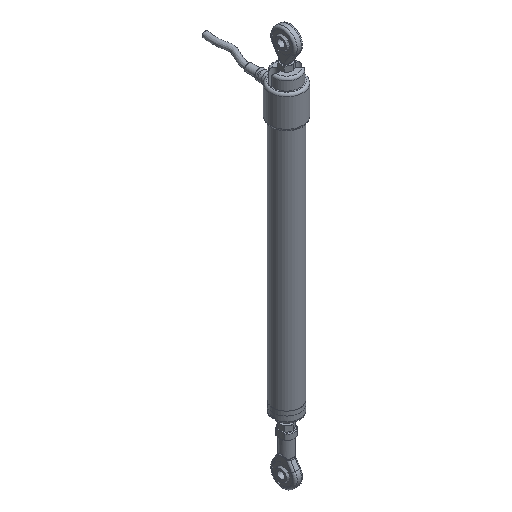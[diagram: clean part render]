
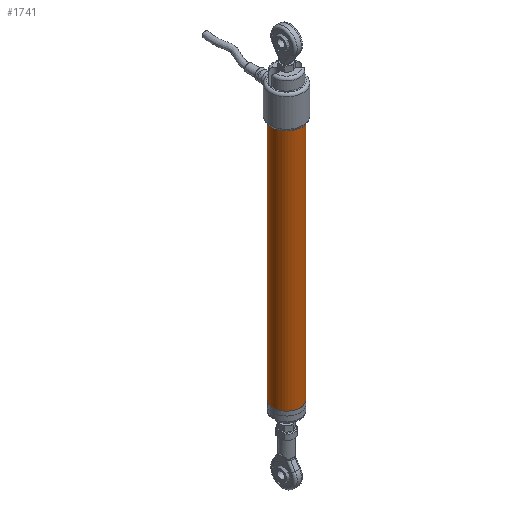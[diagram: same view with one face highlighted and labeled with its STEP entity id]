
A CAD part, isometric view. The second image highlights one B-rep face of the part: STEP entity #1741.
In plain terms, the highlighted cylindrical face has radius 9.5 mm (diameter 19 mm), a full revolution.
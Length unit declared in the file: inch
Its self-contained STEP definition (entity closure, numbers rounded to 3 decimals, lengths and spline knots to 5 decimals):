
#1124 = AXIS2_PLACEMENT_3D ( 'NONE', #9538, #17173, #3358 ) ;
#1741 = ADVANCED_FACE ( 'NONE', ( #9878, #2474 ), #2581, .T. ) ;
#2474 = FACE_OUTER_BOUND ( 'NONE', #9023, .T. ) ;
#2581 = CYLINDRICAL_SURFACE ( 'NONE', #1124, 0.37402 ) ;
#3358 = DIRECTION ( 'NONE',  ( 1., 0., 0. ) ) ;
#4892 = VERTEX_POINT ( 'NONE', #15507 ) ;
#5770 = ORIENTED_EDGE ( 'NONE', *, *, #15124, .F. ) ;
#5852 = CIRCLE ( 'NONE', #7315, 0.37402 ) ;
#7315 = AXIS2_PLACEMENT_3D ( 'NONE', #12762, #12527, #19485 ) ;
#7746 = DIRECTION ( 'NONE',  ( 0., 0., 1. ) ) ;
#9023 = EDGE_LOOP ( 'NONE', ( #5770 ) ) ;
#9538 = CARTESIAN_POINT ( 'NONE',  ( 0., 0., -7.24409 ) ) ;
#9878 = FACE_OUTER_BOUND ( 'NONE', #19600, .T. ) ;
#11180 = CIRCLE ( 'NONE', #22076, 0.37402 ) ;
#12527 = DIRECTION ( 'NONE',  ( 0., 0., 1. ) ) ;
#12762 = CARTESIAN_POINT ( 'NONE',  ( 0., 0., -7.24409 ) ) ;
#15124 = EDGE_CURVE ( 'NONE', #4892, #4892, #11180, .T. ) ;
#15507 = CARTESIAN_POINT ( 'NONE',  ( 0.37402, 0., 0. ) ) ;
#17173 = DIRECTION ( 'NONE',  ( 0., 0., 1. ) ) ;
#17451 = ORIENTED_EDGE ( 'NONE', *, *, #19003, .T. ) ;
#18421 = VERTEX_POINT ( 'NONE', #20114 ) ;
#19003 = EDGE_CURVE ( 'NONE', #18421, #18421, #5852, .T. ) ;
#19485 = DIRECTION ( 'NONE',  ( 1., 0., 0. ) ) ;
#19600 = EDGE_LOOP ( 'NONE', ( #17451 ) ) ;
#19727 = CARTESIAN_POINT ( 'NONE',  ( 0., 0., 0. ) ) ;
#19946 = DIRECTION ( 'NONE',  ( 1., 0., 0. ) ) ;
#20114 = CARTESIAN_POINT ( 'NONE',  ( 0.37402, 0., -7.24409 ) ) ;
#22076 = AXIS2_PLACEMENT_3D ( 'NONE', #19727, #7746, #19946 ) ;
